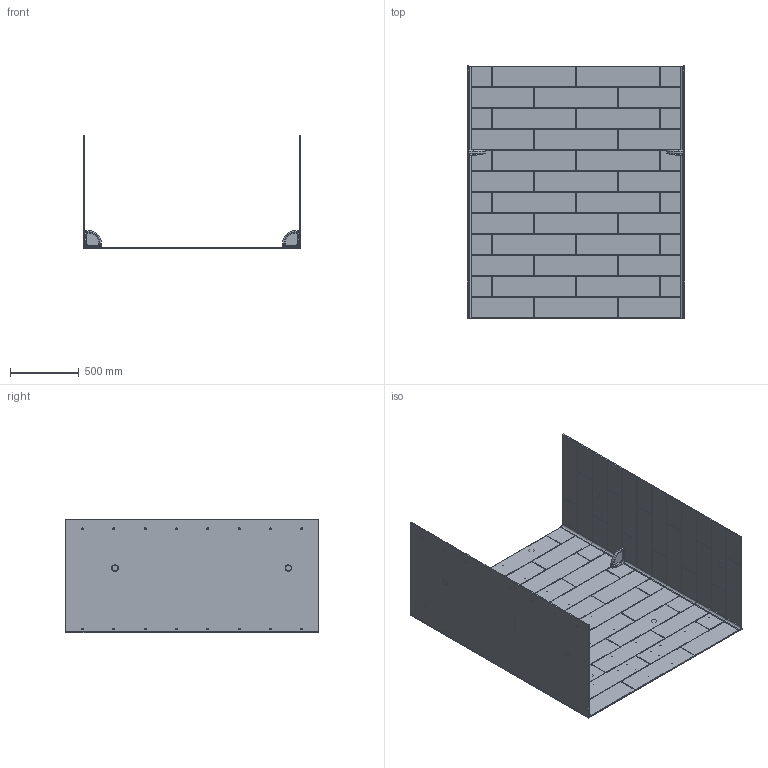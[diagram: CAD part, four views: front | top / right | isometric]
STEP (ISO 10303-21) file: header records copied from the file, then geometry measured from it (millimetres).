
FILE_DESCRIPTION (( 'STEP AP203' ), '1' );
FILE_NAME ('MSMK723262.STEP', '2021-07-08T13:14:17', ( '' ), ( '' ), 'SwSTEP 2.0', 'SolidWorks 2020', '' );
FILE_SCHEMA (( 'CONFIG_CONTROL_DESIGN' ));
Length unit declared in the file: inch
Products named in the file (7): MirrorSWSACCES2; SWSACCES2; MSMK7232; MirrorMSMK7232; SWACCM2072; MSMK7262; MSMK723262
Assembly tree (7 placements, depth 2):
  MSMK723262
    MSMK7262
    MSMK7232
    SWSACCES2
    MirrorSWSACCES2
    MirrorMSMK7232
    SWACCM2072  x2
Bounding box: 1574.8 x 1829.99 x 822.33 mm (x, y, z)
Volume: 56719615.7 mm3; surface area: 12277271.9 mm2
Topology: 7 solids, 7 shells, 1892 faces, 4802 edges, 3002 vertices
Faces by surface type: cylinder 732, plane 550, bspline 446, torus 146, cone 16, sphere 2
Entity records: 110109 total; most frequent: CARTESIAN_POINT 68689, ORIENTED_EDGE 9556, DIRECTION 6592, EDGE_CURVE 4778, VERTEX_POINT 2990, AXIS2_PLACEMENT_3D 2321, EDGE_LOOP 1968, VECTOR 1950
